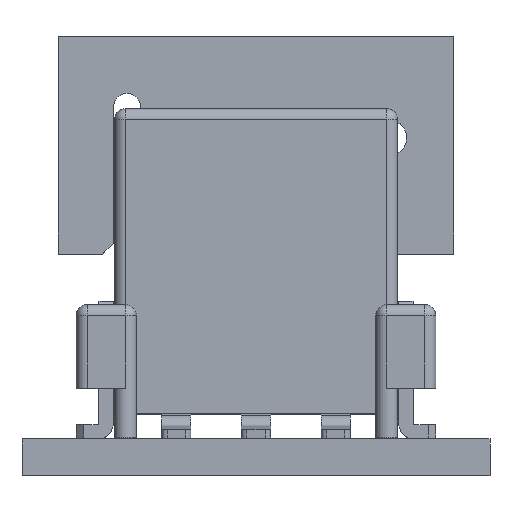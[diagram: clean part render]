
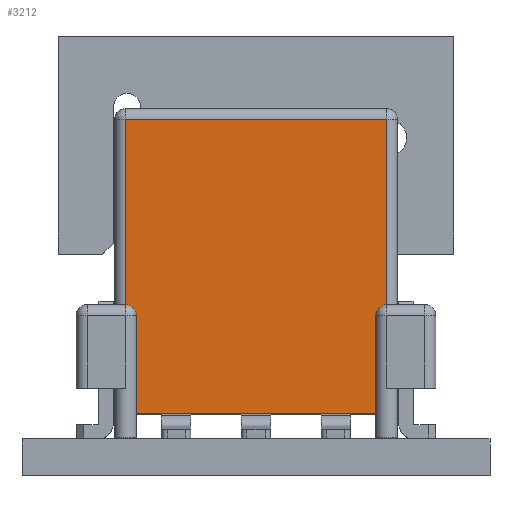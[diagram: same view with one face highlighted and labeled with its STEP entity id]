
A CAD part, top view. The second image highlights one B-rep face of the part: STEP entity #3212.
In plain terms, the highlighted planar face has unit normal (0, 0, 1).
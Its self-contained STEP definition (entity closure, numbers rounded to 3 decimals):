
#378 = DIRECTION ( 'NONE',  ( 0., 0., 1. ) ) ;
#678 = EDGE_CURVE ( 'NONE', #9908, #9301, #5189, .T. ) ;
#1037 = DIRECTION ( 'NONE',  ( 0., -1., 0. ) ) ;
#1114 = ORIENTED_EDGE ( 'NONE', *, *, #678, .F. ) ;
#1240 = LINE ( 'NONE', #9221, #9181 ) ;
#1335 = CARTESIAN_POINT ( 'NONE',  ( -3.6, 3., 2.55 ) ) ;
#1508 = CARTESIAN_POINT ( 'NONE',  ( -3.6, 2.7, 2.55 ) ) ;
#1516 = ORIENTED_EDGE ( 'NONE', *, *, #4639, .T. ) ;
#2279 = CARTESIAN_POINT ( 'NONE',  ( 3.6, 8.1, 2.55 ) ) ;
#2538 = CIRCLE ( 'NONE', #6417, 0.3 ) ;
#2572 = DIRECTION ( 'NONE',  ( -1., 0., 0. ) ) ;
#3212 = ADVANCED_FACE ( 'NONE', ( #8514 ), #5735, .F. ) ;
#3404 = ORIENTED_EDGE ( 'NONE', *, *, #13379, .F. ) ;
#3552 = VECTOR ( 'NONE', #6632, 1000. ) ;
#3785 = VERTEX_POINT ( 'NONE', #11343 ) ;
#3820 = EDGE_CURVE ( 'NONE', #3785, #4637, #11363, .T. ) ;
#4132 = DIRECTION ( 'NONE',  ( 0., -1., 0. ) ) ;
#4161 = EDGE_LOOP ( 'NONE', ( #9370, #8037, #1114, #3404, #1516, #8562, #11663, #5710 ) ) ;
#4215 = LINE ( 'NONE', #11711, #3552 ) ;
#4510 = EDGE_CURVE ( 'NONE', #10762, #11781, #6226, .T. ) ;
#4512 = CARTESIAN_POINT ( 'NONE',  ( -3.9, 8.1, 2.55 ) ) ;
#4637 = VERTEX_POINT ( 'NONE', #1335 ) ;
#4639 = EDGE_CURVE ( 'NONE', #12592, #3785, #7655, .T. ) ;
#5063 = LINE ( 'NONE', #11468, #13181 ) ;
#5189 = CIRCLE ( 'NONE', #13147, 0.3 ) ;
#5353 = DIRECTION ( 'NONE',  ( 0., -1., 0. ) ) ;
#5513 = DIRECTION ( 'NONE',  ( -1., 0., 0. ) ) ;
#5557 = DIRECTION ( 'NONE',  ( 0., 0., -1. ) ) ;
#5710 = ORIENTED_EDGE ( 'NONE', *, *, #10182, .T. ) ;
#5735 = PLANE ( 'NONE',  #8154 ) ;
#5739 = CARTESIAN_POINT ( 'NONE',  ( 3.6, 2.7, 2.55 ) ) ;
#5933 = VECTOR ( 'NONE', #1037, 1000. ) ;
#6226 = LINE ( 'NONE', #8433, #11336 ) ;
#6287 = CARTESIAN_POINT ( 'NONE',  ( -3.3, 2.7, 2.55 ) ) ;
#6297 = CARTESIAN_POINT ( 'NONE',  ( -3.6, 3., 2.55 ) ) ;
#6417 = AXIS2_PLACEMENT_3D ( 'NONE', #1508, #8777, #2572 ) ;
#6497 = CARTESIAN_POINT ( 'NONE',  ( -3.3, 7.8, 2.55 ) ) ;
#6632 = DIRECTION ( 'NONE',  ( 0., -1., 0. ) ) ;
#7655 = LINE ( 'NONE', #4512, #10084 ) ;
#8037 = ORIENTED_EDGE ( 'NONE', *, *, #11123, .F. ) ;
#8154 = AXIS2_PLACEMENT_3D ( 'NONE', #6497, #5557, #5513 ) ;
#8433 = CARTESIAN_POINT ( 'NONE',  ( -3.3, 0., 2.55 ) ) ;
#8480 = CARTESIAN_POINT ( 'NONE',  ( -3.3, 0., 2.55 ) ) ;
#8514 = FACE_OUTER_BOUND ( 'NONE', #4161, .T. ) ;
#8562 = ORIENTED_EDGE ( 'NONE', *, *, #3820, .T. ) ;
#8683 = CARTESIAN_POINT ( 'NONE',  ( 3.6, 3., 2.55 ) ) ;
#8777 = DIRECTION ( 'NONE',  ( 0., 0., -1. ) ) ;
#9121 = VERTEX_POINT ( 'NONE', #6287 ) ;
#9181 = VECTOR ( 'NONE', #4132, 1000. ) ;
#9221 = CARTESIAN_POINT ( 'NONE',  ( 3.3, 7.8, 2.55 ) ) ;
#9301 = VERTEX_POINT ( 'NONE', #9672 ) ;
#9370 = ORIENTED_EDGE ( 'NONE', *, *, #4510, .T. ) ;
#9453 = DIRECTION ( 'NONE',  ( 1., 0., 0. ) ) ;
#9672 = CARTESIAN_POINT ( 'NONE',  ( 3.3, 2.7, 2.55 ) ) ;
#9769 = DIRECTION ( 'NONE',  ( 1., 0., 0. ) ) ;
#9908 = VERTEX_POINT ( 'NONE', #8683 ) ;
#10084 = VECTOR ( 'NONE', #12677, 1000. ) ;
#10182 = EDGE_CURVE ( 'NONE', #9121, #10762, #5063, .T. ) ;
#10762 = VERTEX_POINT ( 'NONE', #8480 ) ;
#11123 = EDGE_CURVE ( 'NONE', #9301, #11781, #1240, .T. ) ;
#11336 = VECTOR ( 'NONE', #9453, 1000. ) ;
#11343 = CARTESIAN_POINT ( 'NONE',  ( -3.6, 8.1, 2.55 ) ) ;
#11363 = LINE ( 'NONE', #6297, #5933 ) ;
#11439 = EDGE_CURVE ( 'NONE', #4637, #9121, #2538, .T. ) ;
#11468 = CARTESIAN_POINT ( 'NONE',  ( -3.3, 7.8, 2.55 ) ) ;
#11663 = ORIENTED_EDGE ( 'NONE', *, *, #11439, .T. ) ;
#11711 = CARTESIAN_POINT ( 'NONE',  ( 3.6, 3., 2.55 ) ) ;
#11781 = VERTEX_POINT ( 'NONE', #12158 ) ;
#12158 = CARTESIAN_POINT ( 'NONE',  ( 3.3, 0., 2.55 ) ) ;
#12592 = VERTEX_POINT ( 'NONE', #2279 ) ;
#12677 = DIRECTION ( 'NONE',  ( -1., 0., 0. ) ) ;
#13147 = AXIS2_PLACEMENT_3D ( 'NONE', #5739, #378, #9769 ) ;
#13181 = VECTOR ( 'NONE', #5353, 1000. ) ;
#13379 = EDGE_CURVE ( 'NONE', #12592, #9908, #4215, .T. ) ;
